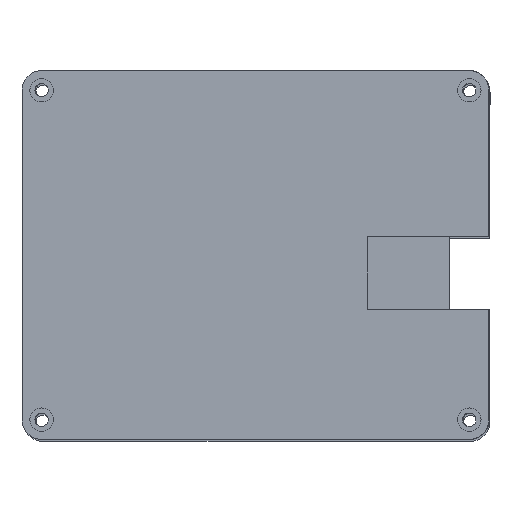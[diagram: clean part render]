
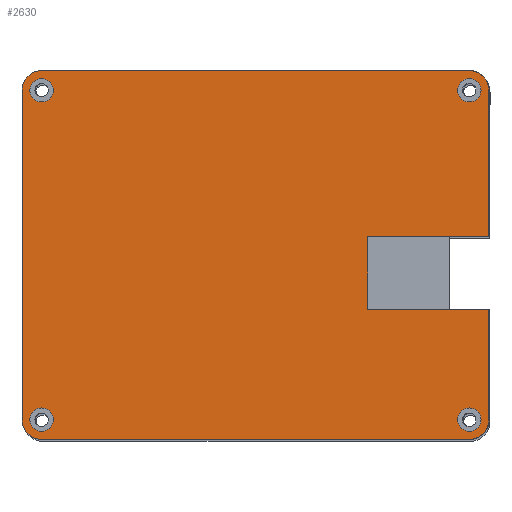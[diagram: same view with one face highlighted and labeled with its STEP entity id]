
A CAD part, front view. The second image highlights one B-rep face of the part: STEP entity #2630.
In plain terms, the highlighted planar face has unit normal (0, -1, 0).
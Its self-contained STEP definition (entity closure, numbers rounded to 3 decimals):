
#151=FACE_BOUND('',#463,.T.);
#152=FACE_BOUND('',#464,.T.);
#153=FACE_BOUND('',#465,.T.);
#154=FACE_BOUND('',#466,.T.);
#197=PLANE('',#2850);
#305=FACE_OUTER_BOUND('',#462,.T.);
#462=EDGE_LOOP('',(#1985,#1986,#1987,#1988,#1989,#1990,#1991,#1992,#1993,
#1994,#1995,#1996));
#463=EDGE_LOOP('',(#1997));
#464=EDGE_LOOP('',(#1998));
#465=EDGE_LOOP('',(#1999));
#466=EDGE_LOOP('',(#2000));
#597=LINE('',#3631,#869);
#602=LINE('',#3641,#874);
#605=LINE('',#3647,#877);
#614=LINE('',#3665,#886);
#632=LINE('',#3718,#904);
#638=LINE('',#3733,#910);
#640=LINE('',#3739,#912);
#644=LINE('',#3747,#916);
#869=VECTOR('',#3028,10.);
#874=VECTOR('',#3035,10.);
#877=VECTOR('',#3040,10.);
#886=VECTOR('',#3053,10.);
#904=VECTOR('',#3099,10.);
#910=VECTOR('',#3115,10.);
#912=VECTOR('',#3123,10.);
#916=VECTOR('',#3133,10.);
#1148=CIRCLE('',#2818,5.);
#1156=CIRCLE('',#2829,5.);
#1157=CIRCLE('',#2831,5.);
#1158=CIRCLE('',#2834,5.);
#1159=CIRCLE('',#2841,3.);
#1160=CIRCLE('',#2843,3.);
#1161=CIRCLE('',#2845,3.);
#1162=CIRCLE('',#2847,3.);
#1197=VERTEX_POINT('',#3628);
#1198=VERTEX_POINT('',#3630);
#1202=VERTEX_POINT('',#3640);
#1204=VERTEX_POINT('',#3646);
#1211=VERTEX_POINT('',#3664);
#1218=VERTEX_POINT('',#3684);
#1232=VERTEX_POINT('',#3717);
#1233=VERTEX_POINT('',#3721);
#1234=VERTEX_POINT('',#3725);
#1235=VERTEX_POINT('',#3727);
#1236=VERTEX_POINT('',#3731);
#1237=VERTEX_POINT('',#3735);
#1239=VERTEX_POINT('',#3751);
#1240=VERTEX_POINT('',#3755);
#1241=VERTEX_POINT('',#3759);
#1242=VERTEX_POINT('',#3763);
#1457=EDGE_CURVE('',#1198,#1197,#597,.T.);
#1462=EDGE_CURVE('',#1202,#1198,#602,.T.);
#1465=EDGE_CURVE('',#1204,#1202,#605,.T.);
#1474=EDGE_CURVE('',#1211,#1204,#614,.T.);
#1484=EDGE_CURVE('',#1211,#1218,#1148,.T.);
#1501=EDGE_CURVE('',#1232,#1218,#632,.T.);
#1503=EDGE_CURVE('',#1232,#1233,#1156,.T.);
#1506=EDGE_CURVE('',#1234,#1235,#1157,.T.);
#1509=EDGE_CURVE('',#1234,#1236,#638,.T.);
#1511=EDGE_CURVE('',#1237,#1236,#1158,.T.);
#1512=EDGE_CURVE('',#1237,#1233,#640,.T.);
#1516=EDGE_CURVE('',#1197,#1235,#644,.T.);
#1519=EDGE_CURVE('',#1239,#1239,#1159,.T.);
#1521=EDGE_CURVE('',#1240,#1240,#1160,.T.);
#1523=EDGE_CURVE('',#1241,#1241,#1161,.T.);
#1525=EDGE_CURVE('',#1242,#1242,#1162,.T.);
#1985=ORIENTED_EDGE('',*,*,#1457,.T.);
#1986=ORIENTED_EDGE('',*,*,#1516,.T.);
#1987=ORIENTED_EDGE('',*,*,#1506,.F.);
#1988=ORIENTED_EDGE('',*,*,#1509,.T.);
#1989=ORIENTED_EDGE('',*,*,#1511,.F.);
#1990=ORIENTED_EDGE('',*,*,#1512,.T.);
#1991=ORIENTED_EDGE('',*,*,#1503,.F.);
#1992=ORIENTED_EDGE('',*,*,#1501,.T.);
#1993=ORIENTED_EDGE('',*,*,#1484,.F.);
#1994=ORIENTED_EDGE('',*,*,#1474,.T.);
#1995=ORIENTED_EDGE('',*,*,#1465,.T.);
#1996=ORIENTED_EDGE('',*,*,#1462,.T.);
#1997=ORIENTED_EDGE('',*,*,#1525,.F.);
#1998=ORIENTED_EDGE('',*,*,#1523,.F.);
#1999=ORIENTED_EDGE('',*,*,#1521,.F.);
#2000=ORIENTED_EDGE('',*,*,#1519,.F.);
#2630=ADVANCED_FACE('',(#305,#151,#152,#153,#154),#197,.F.);
#2818=AXIS2_PLACEMENT_3D('',#3685,#3070,#3071);
#2829=AXIS2_PLACEMENT_3D('',#3722,#3103,#3104);
#2831=AXIS2_PLACEMENT_3D('',#3728,#3109,#3110);
#2834=AXIS2_PLACEMENT_3D('',#3737,#3119,#3120);
#2841=AXIS2_PLACEMENT_3D('',#3753,#3140,#3141);
#2843=AXIS2_PLACEMENT_3D('',#3757,#3145,#3146);
#2845=AXIS2_PLACEMENT_3D('',#3761,#3150,#3151);
#2847=AXIS2_PLACEMENT_3D('',#3765,#3155,#3156);
#2850=AXIS2_PLACEMENT_3D('',#3769,#3162,#3163);
#3028=DIRECTION('',(1.,0.,0.));
#3035=DIRECTION('',(0.,0.,1.));
#3040=DIRECTION('',(-1.,0.,0.));
#3053=DIRECTION('',(0.,0.,1.));
#3070=DIRECTION('center_axis',(0.,1.,0.));
#3071=DIRECTION('ref_axis',(0.707,0.,-0.707));
#3099=DIRECTION('',(1.,0.,0.));
#3103=DIRECTION('center_axis',(0.,1.,0.));
#3104=DIRECTION('ref_axis',(-0.707,0.,-0.707));
#3109=DIRECTION('center_axis',(0.,1.,0.));
#3110=DIRECTION('ref_axis',(0.707,0.,0.707));
#3115=DIRECTION('',(-1.,0.,0.));
#3119=DIRECTION('center_axis',(0.,1.,0.));
#3120=DIRECTION('ref_axis',(-0.707,0.,0.707));
#3123=DIRECTION('',(0.,0.,-1.));
#3133=DIRECTION('',(0.,0.,1.));
#3140=DIRECTION('center_axis',(0.,-1.,0.));
#3141=DIRECTION('ref_axis',(1.,0.,0.));
#3145=DIRECTION('center_axis',(0.,-1.,0.));
#3146=DIRECTION('ref_axis',(1.,0.,0.));
#3150=DIRECTION('center_axis',(0.,-1.,0.));
#3151=DIRECTION('ref_axis',(1.,0.,0.));
#3155=DIRECTION('center_axis',(0.,-1.,0.));
#3156=DIRECTION('ref_axis',(1.,0.,0.));
#3162=DIRECTION('center_axis',(0.,1.,0.));
#3163=DIRECTION('ref_axis',(1.,0.,0.));
#3628=CARTESIAN_POINT('',(5.149,0.,-6.715));
#3630=CARTESIAN_POINT('',(-25.751,0.,-6.715));
#3631=CARTESIAN_POINT('',(-40.051,0.,-6.715));
#3640=CARTESIAN_POINT('',(-25.751,0.,-25.215));
#3641=CARTESIAN_POINT('',(-25.751,0.,-18.294));
#3646=CARTESIAN_POINT('',(5.149,0.,-25.215));
#3647=CARTESIAN_POINT('',(-24.601,0.,-25.215));
#3664=CARTESIAN_POINT('',(5.149,0.,-53.374));
#3665=CARTESIAN_POINT('',(5.149,0.,-58.374));
#3684=CARTESIAN_POINT('',(0.149,0.,-58.374));
#3685=CARTESIAN_POINT('Origin',(0.149,0.,-53.374));
#3717=CARTESIAN_POINT('',(-108.851,0.,-58.374));
#3718=CARTESIAN_POINT('',(-113.851,0.,-58.374));
#3721=CARTESIAN_POINT('',(-113.851,0.,-53.374));
#3722=CARTESIAN_POINT('Origin',(-108.851,0.,-53.374));
#3725=CARTESIAN_POINT('',(0.149,0.,35.626));
#3727=CARTESIAN_POINT('',(5.149,0.,30.626));
#3728=CARTESIAN_POINT('Origin',(0.149,0.,30.626));
#3731=CARTESIAN_POINT('',(-108.851,0.,35.626));
#3733=CARTESIAN_POINT('',(5.149,0.,35.626));
#3735=CARTESIAN_POINT('',(-113.851,0.,30.626));
#3737=CARTESIAN_POINT('Origin',(-108.851,0.,30.626));
#3739=CARTESIAN_POINT('',(-113.851,0.,35.626));
#3747=CARTESIAN_POINT('',(5.149,0.,-58.374));
#3751=CARTESIAN_POINT('',(-2.851,0.,30.626));
#3753=CARTESIAN_POINT('Origin',(0.149,0.,30.626));
#3755=CARTESIAN_POINT('',(-111.851,0.,30.626));
#3757=CARTESIAN_POINT('Origin',(-108.851,0.,30.626));
#3759=CARTESIAN_POINT('',(-2.851,0.,-53.374));
#3761=CARTESIAN_POINT('Origin',(0.149,0.,-53.374));
#3763=CARTESIAN_POINT('',(-111.851,0.,-53.374));
#3765=CARTESIAN_POINT('Origin',(-108.851,0.,-53.374));
#3769=CARTESIAN_POINT('Origin',(-54.351,0.,-11.374));
